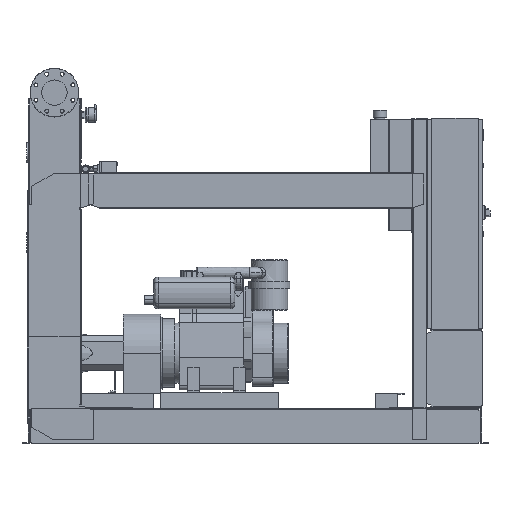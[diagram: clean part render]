
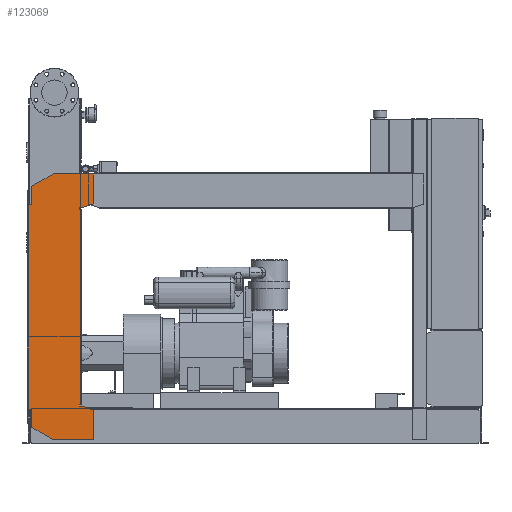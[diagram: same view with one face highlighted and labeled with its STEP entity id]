
A CAD part, front view. The second image highlights one B-rep face of the part: STEP entity #123069.
In plain terms, the highlighted free-form (B-spline) face has degree [1, 1] with [2, 2] control points.
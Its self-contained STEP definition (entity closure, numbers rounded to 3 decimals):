
#122554=CARTESIAN_POINT('',(-102.0,-463.5,1076.0));
#122555=VERTEX_POINT('',#122554);
#122562=CARTESIAN_POINT('',(-102.0,-463.5,1158.574));
#122563=VERTEX_POINT('',#122562);
#122564=CARTESIAN_POINT('',(-102.0,-463.5,1076.0));
#122565=DIRECTION('',(0.0,0.0,1.0));
#122566=VECTOR('',#122565,82.574);
#122567=LINE('',#122564,#122566);
#122568=EDGE_CURVE('',#122555,#122563,#122567,.T.);
#122586=CARTESIAN_POINT('',(-6.,-463.5,1214.0));
#122587=VERTEX_POINT('',#122586);
#122588=CARTESIAN_POINT('',(-102.0,-463.5,1158.574));
#122589=DIRECTION('',(0.866,0.0,0.5));
#122590=VECTOR('',#122589,110.851);
#122591=LINE('',#122588,#122590);
#122592=EDGE_CURVE('',#122563,#122587,#122591,.T.);
#122610=CARTESIAN_POINT('',(177.0,-463.5,1214.0));
#122611=VERTEX_POINT('',#122610);
#122612=CARTESIAN_POINT('',(-6.,-463.5,1214.0));
#122613=DIRECTION('',(1.0,0.0,0.0));
#122614=VECTOR('',#122613,183.0);
#122615=LINE('',#122612,#122614);
#122616=EDGE_CURVE('',#122587,#122611,#122615,.T.);
#122634=CARTESIAN_POINT('',(177.0,-463.5,1080.379));
#122635=VERTEX_POINT('',#122634);
#122636=CARTESIAN_POINT('',(177.0,-463.5,1214.0));
#122637=DIRECTION('',(0.0,0.0,-1.0));
#122638=VECTOR('',#122637,133.621);
#122639=LINE('',#122636,#122638);
#122640=EDGE_CURVE('',#122611,#122635,#122639,.T.);
#122658=CARTESIAN_POINT('',(132.,-463.5,1064.0));
#122659=VERTEX_POINT('',#122658);
#122660=CARTESIAN_POINT('',(177.0,-463.5,1080.379));
#122661=DIRECTION('',(-0.94,0.0,-0.342));
#122662=VECTOR('',#122661,47.888);
#122663=LINE('',#122660,#122662);
#122664=EDGE_CURVE('',#122635,#122659,#122663,.T.);
#122682=CARTESIAN_POINT('',(112.0,-463.5,1064.0));
#122683=VERTEX_POINT('',#122682);
#122684=CARTESIAN_POINT('',(132.,-463.5,1064.0));
#122685=DIRECTION('',(-1.0,0.0,0.0));
#122686=VECTOR('',#122685,20.);
#122687=LINE('',#122684,#122686);
#122688=EDGE_CURVE('',#122659,#122683,#122687,.T.);
#122706=CARTESIAN_POINT('',(112.0,-463.5,1056.0));
#122707=VERTEX_POINT('',#122706);
#122708=CARTESIAN_POINT('',(112.0,-463.5,1064.0));
#122709=DIRECTION('',(0.0,0.0,-1.0));
#122710=VECTOR('',#122709,8.0);
#122711=LINE('',#122708,#122710);
#122712=EDGE_CURVE('',#122683,#122707,#122711,.T.);
#122730=CARTESIAN_POINT('',(120.,-463.5,1056.0));
#122731=VERTEX_POINT('',#122730);
#122732=CARTESIAN_POINT('',(112.0,-463.5,1056.0));
#122733=DIRECTION('',(1.0,0.0,0.0));
#122734=VECTOR('',#122733,8.);
#122735=LINE('',#122732,#122734);
#122736=EDGE_CURVE('',#122707,#122731,#122735,.T.);
#122754=CARTESIAN_POINT('',(120.,-463.5,176.));
#122755=VERTEX_POINT('',#122754);
#122766=CARTESIAN_POINT('',(120.,-463.5,1056.0));
#122767=DIRECTION('',(0.0,0.0,-1.0));
#122768=VECTOR('',#122767,880.);
#122769=LINE('',#122766,#122768);
#122770=EDGE_CURVE('',#122731,#122755,#122769,.T.);
#122784=CARTESIAN_POINT('',(112.,-463.5,176.));
#122785=VERTEX_POINT('',#122784);
#122786=CARTESIAN_POINT('',(120.,-463.5,176.));
#122787=DIRECTION('',(-1.0,0.0,0.0));
#122788=VECTOR('',#122787,8.);
#122789=LINE('',#122786,#122788);
#122790=EDGE_CURVE('',#122755,#122785,#122789,.T.);
#122808=CARTESIAN_POINT('',(112.,-463.5,168.));
#122809=VERTEX_POINT('',#122808);
#122810=CARTESIAN_POINT('',(112.,-463.5,176.));
#122811=DIRECTION('',(0.0,0.0,-1.0));
#122812=VECTOR('',#122811,8.0);
#122813=LINE('',#122810,#122812);
#122814=EDGE_CURVE('',#122785,#122809,#122813,.T.);
#122832=CARTESIAN_POINT('',(132.,-463.5,168.));
#122833=VERTEX_POINT('',#122832);
#122834=CARTESIAN_POINT('',(112.,-463.5,168.));
#122835=DIRECTION('',(1.0,0.0,0.0));
#122836=VECTOR('',#122835,20.0);
#122837=LINE('',#122834,#122836);
#122838=EDGE_CURVE('',#122809,#122833,#122837,.T.);
#122856=CARTESIAN_POINT('',(177.,-463.5,151.621));
#122857=VERTEX_POINT('',#122856);
#122858=CARTESIAN_POINT('',(132.,-463.5,168.));
#122859=DIRECTION('',(0.94,0.0,-0.342));
#122860=VECTOR('',#122859,47.888);
#122861=LINE('',#122858,#122860);
#122862=EDGE_CURVE('',#122833,#122857,#122861,.T.);
#122880=CARTESIAN_POINT('',(177.,-463.5,18.0));
#122881=VERTEX_POINT('',#122880);
#122882=CARTESIAN_POINT('',(177.,-463.5,151.621));
#122883=DIRECTION('',(0.0,0.0,-1.0));
#122884=VECTOR('',#122883,133.621);
#122885=LINE('',#122882,#122884);
#122886=EDGE_CURVE('',#122857,#122881,#122885,.T.);
#122904=CARTESIAN_POINT('',(-4.,-463.5,18.0));
#122905=VERTEX_POINT('',#122904);
#122906=CARTESIAN_POINT('',(177.,-463.5,18.0));
#122907=DIRECTION('',(-1.0,0.0,0.0));
#122908=VECTOR('',#122907,181.);
#122909=LINE('',#122906,#122908);
#122910=EDGE_CURVE('',#122881,#122905,#122909,.T.);
#122928=CARTESIAN_POINT('',(-102.,-463.5,74.58));
#122929=VERTEX_POINT('',#122928);
#122930=CARTESIAN_POINT('',(-4.,-463.5,18.0));
#122931=DIRECTION('',(-0.866,0.,0.5));
#122932=VECTOR('',#122931,113.161);
#122933=LINE('',#122930,#122932);
#122934=EDGE_CURVE('',#122905,#122929,#122933,.T.);
#122952=CARTESIAN_POINT('',(-102.,-463.5,156.0));
#122953=VERTEX_POINT('',#122952);
#122954=CARTESIAN_POINT('',(-102.,-463.5,74.58));
#122955=DIRECTION('',(0.0,0.0,1.0));
#122956=VECTOR('',#122955,81.42);
#122957=LINE('',#122954,#122956);
#122958=EDGE_CURVE('',#122929,#122953,#122957,.T.);
#122976=CARTESIAN_POINT('',(-122.,-463.5,156.0));
#122977=VERTEX_POINT('',#122976);
#122978=CARTESIAN_POINT('',(-102.,-463.5,156.0));
#122979=DIRECTION('',(-1.0,0.0,0.0));
#122980=VECTOR('',#122979,20.0);
#122981=LINE('',#122978,#122980);
#122982=EDGE_CURVE('',#122953,#122977,#122981,.T.);
#123000=CARTESIAN_POINT('',(-122.0,-463.5,1076.0));
#123001=VERTEX_POINT('',#123000);
#123014=CARTESIAN_POINT('',(-122.,-463.5,156.0));
#123015=DIRECTION('',(0.0,0.0,1.0));
#123016=VECTOR('',#123015,920.0);
#123017=LINE('',#123014,#123016);
#123018=EDGE_CURVE('',#122977,#123001,#123017,.T.);
#123032=CARTESIAN_POINT('',(-122.0,-463.5,1076.0));
#123033=DIRECTION('',(1.0,0.0,0.0));
#123034=VECTOR('',#123033,20.0);
#123035=LINE('',#123032,#123034);
#123036=EDGE_CURVE('',#123001,#122555,#123035,.T.);
#123042=CARTESIAN_POINT('',(-122.,-463.5,18.0));
#123043=CARTESIAN_POINT('',(177.0,-463.5,18.0));
#123044=CARTESIAN_POINT('',(-122.,-463.5,1214.0));
#123045=CARTESIAN_POINT('',(177.0,-463.5,1214.0));
#123046=B_SPLINE_SURFACE_WITH_KNOTS('',1,1,((#123042,#123044),(#123043,#123045)),.UNSPECIFIED.,.F.,.F.,.U.,(2,2),(2,2),(0.0,299.),(0.0,1196.0),.UNSPECIFIED.);
#123047=ORIENTED_EDGE('',*,*,#123036,.F.);
#123048=ORIENTED_EDGE('',*,*,#123018,.F.);
#123049=ORIENTED_EDGE('',*,*,#122982,.F.);
#123050=ORIENTED_EDGE('',*,*,#122958,.F.);
#123051=ORIENTED_EDGE('',*,*,#122934,.F.);
#123052=ORIENTED_EDGE('',*,*,#122910,.F.);
#123053=ORIENTED_EDGE('',*,*,#122886,.F.);
#123054=ORIENTED_EDGE('',*,*,#122862,.F.);
#123055=ORIENTED_EDGE('',*,*,#122838,.F.);
#123056=ORIENTED_EDGE('',*,*,#122814,.F.);
#123057=ORIENTED_EDGE('',*,*,#122790,.F.);
#123058=ORIENTED_EDGE('',*,*,#122770,.F.);
#123059=ORIENTED_EDGE('',*,*,#122736,.F.);
#123060=ORIENTED_EDGE('',*,*,#122712,.F.);
#123061=ORIENTED_EDGE('',*,*,#122688,.F.);
#123062=ORIENTED_EDGE('',*,*,#122664,.F.);
#123063=ORIENTED_EDGE('',*,*,#122640,.F.);
#123064=ORIENTED_EDGE('',*,*,#122616,.F.);
#123065=ORIENTED_EDGE('',*,*,#122592,.F.);
#123066=ORIENTED_EDGE('',*,*,#122568,.F.);
#123067=EDGE_LOOP('',(#123047,#123048,#123049,#123050,#123051,#123052,#123053,#123054,#123055,#123056,#123057,#123058,#123059,#123060,#123061,#123062,#123063,#123064,#123065,#123066));
#123068=FACE_OUTER_BOUND('',#123067,.T.);
#123069=ADVANCED_FACE('',(#123068),#123046,.T.);
